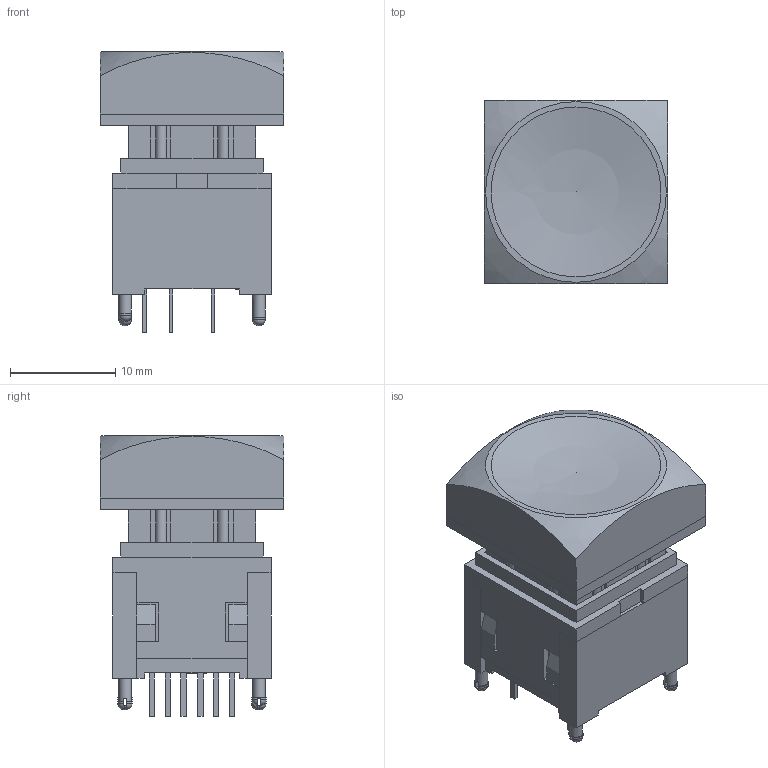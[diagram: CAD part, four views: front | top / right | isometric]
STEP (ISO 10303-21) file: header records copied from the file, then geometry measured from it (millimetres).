
FILE_DESCRIPTION(/* description */ (''),/* implementation_level */ '2;1');
FILE_NAME(/* name */ 'LP11xx1TCSRGB.stp',/* time_stamp */ '2025-05-22T15:22:38-05:00',/* author */ ('mroman'),/* organization */ (''),/* preprocessor_version */ 'ST-DEVELOPER v18.1',/* originating_system */ 'Autodesk Inventor 2022',/* authorisation */ '');
FILE_SCHEMA (('AUTOMOTIVE_DESIGN { 1 0 10303 214 3 1 1 }'));
Length unit declared in the file: centimetre
Products named in the file (1): LP11xx1TCSRGB
Bounding box: 17.4 x 17.4 x 26.6 mm (x, y, z)
Volume: 3324.5 mm3; surface area: 4702.8 mm2
Topology: 1 solids, 3 shells, 350 faces, 952 edges, 620 vertices
Faces by surface type: plane 310, cylinder 30, sphere 10
Full cylindrical faces by diameter (mm): 1.2 x4
Entity records: 10885 total; most frequent: CARTESIAN_POINT 1920, ORIENTED_EDGE 1898, DIRECTION 1760, EDGE_CURVE 949, LINE 840, VECTOR 840, VERTEX_POINT 620, AXIS2_PLACEMENT_3D 460
